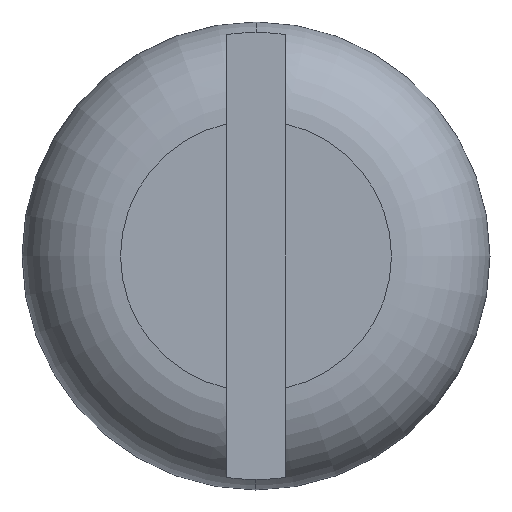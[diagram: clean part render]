
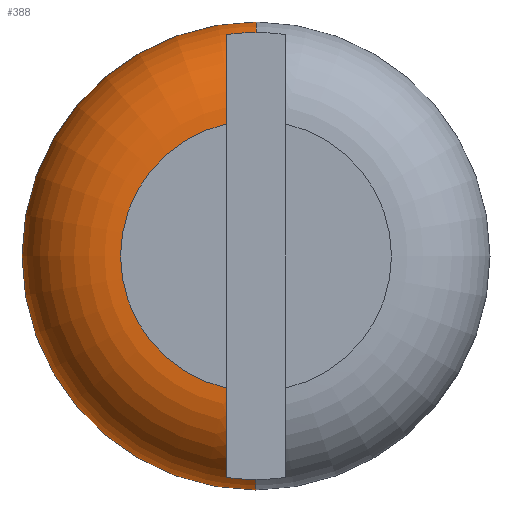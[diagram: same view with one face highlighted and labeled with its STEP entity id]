
A CAD part, left-side view. The second image highlights one B-rep face of the part: STEP entity #388.
In plain terms, the highlighted toroidal (fillet/blend) face has major radius 2.75 mm and minor radius 2 mm.
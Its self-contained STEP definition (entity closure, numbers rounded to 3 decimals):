
#14 = AXIS2_PLACEMENT_3D ( 'NONE', #564, #659, #295 ) ;
#15 = EDGE_CURVE ( 'NONE', #490, #483, #447, .T. ) ;
#23 = VERTEX_POINT ( 'NONE', #410 ) ;
#24 = CARTESIAN_POINT ( 'NONE',  ( 0.78, 0.6, -4.304 ) ) ;
#25 = VERTEX_POINT ( 'NONE', #144 ) ;
#44 = CARTESIAN_POINT ( 'NONE',  ( 1.1, 0.6, 4.496 ) ) ;
#55 = B_SPLINE_CURVE_WITH_KNOTS ( 'NONE', 3,
 ( #364, #88, #414, #464, #358, #568, #355, #401, #94, #44 ),
 .UNSPECIFIED., .F., .F.,
 ( 4, 2, 2, 2, 4 ),
 ( 0.002, 0.003, 0.004, 0.004, 0.005 ),
 .UNSPECIFIED. ) ;
#71 = CIRCLE ( 'NONE', #213, 4.75 ) ;
#73 = CARTESIAN_POINT ( 'NONE',  ( 0., 0.6, 2.684 ) ) ;
#77 = EDGE_CURVE ( 'NONE', #490, #79, #55, .T. ) ;
#78 = CARTESIAN_POINT ( 'NONE',  ( 0.508, 0.6, -4.05 ) ) ;
#79 = VERTEX_POINT ( 'NONE', #516 ) ;
#88 = CARTESIAN_POINT ( 'NONE',  ( 0., 0.6, 2.871 ) ) ;
#94 = CARTESIAN_POINT ( 'NONE',  ( 0.934, 0.6, 4.412 ) ) ;
#116 = AXIS2_PLACEMENT_3D ( 'NONE', #375, #282, #117 ) ;
#117 = DIRECTION ( 'NONE',  ( 0., 0., -1. ) ) ;
#137 = CARTESIAN_POINT ( 'NONE',  ( 1.1, 0.6, -4.496 ) ) ;
#144 = CARTESIAN_POINT ( 'NONE',  ( 2., 0., -4.75 ) ) ;
#162 = DIRECTION ( 'NONE',  ( 0., 0., 1. ) ) ;
#165 = DIRECTION ( 'NONE',  ( 0., 0., -1. ) ) ;
#168 = FACE_OUTER_BOUND ( 'NONE', #436, .T. ) ;
#170 = TOROIDAL_SURFACE ( 'NONE', #441, 2.75, 2. ) ;
#172 = DIRECTION ( 'NONE',  ( -1., 0., 0. ) ) ;
#196 = ORIENTED_EDGE ( 'NONE', *, *, #15, .F. ) ;
#209 = EDGE_CURVE ( 'NONE', #25, #23, #420, .T. ) ;
#210 = ORIENTED_EDGE ( 'NONE', *, *, #264, .T. ) ;
#212 = EDGE_CURVE ( 'NONE', #276, #25, #71, .T. ) ;
#213 = AXIS2_PLACEMENT_3D ( 'NONE', #462, #665, #442 ) ;
#225 = CARTESIAN_POINT ( 'NONE',  ( 0., 0.6, -2.869 ) ) ;
#228 = CARTESIAN_POINT ( 'NONE',  ( 0.124, 0.6, -3.415 ) ) ;
#229 = ORIENTED_EDGE ( 'NONE', *, *, #209, .T. ) ;
#230 = CARTESIAN_POINT ( 'NONE',  ( 0.197, 0.6, -3.585 ) ) ;
#233 = CARTESIAN_POINT ( 'NONE',  ( 0.39, 0.6, -3.906 ) ) ;
#253 = ORIENTED_EDGE ( 'NONE', *, *, #450, .T. ) ;
#264 = EDGE_CURVE ( 'NONE', #23, #547, #546, .T. ) ;
#265 = CARTESIAN_POINT ( 'NONE',  ( 0., 0., 0. ) ) ;
#270 = DIRECTION ( 'NONE',  ( 0., -1., 0. ) ) ;
#273 = CARTESIAN_POINT ( 'NONE',  ( 0., 0.6, -2.684 ) ) ;
#276 = VERTEX_POINT ( 'NONE', #427 ) ;
#277 = EDGE_CURVE ( 'NONE', #276, #422, #573, .T. ) ;
#280 = DIRECTION ( 'NONE',  ( 0., 0., 1. ) ) ;
#282 = DIRECTION ( 'NONE',  ( 1., 0., 0. ) ) ;
#293 = ORIENTED_EDGE ( 'NONE', *, *, #277, .F. ) ;
#295 = DIRECTION ( 'NONE',  ( 0., 0., 1. ) ) ;
#324 = AXIS2_PLACEMENT_3D ( 'NONE', #265, #633, #162 ) ;
#355 = CARTESIAN_POINT ( 'NONE',  ( 0.509, 0.6, 4.051 ) ) ;
#358 = CARTESIAN_POINT ( 'NONE',  ( 0.198, 0.6, 3.587 ) ) ;
#364 = CARTESIAN_POINT ( 'NONE',  ( 0., 0.6, 2.684 ) ) ;
#375 = CARTESIAN_POINT ( 'NONE',  ( 1.1, 0., 0. ) ) ;
#377 = EDGE_CURVE ( 'NONE', #547, #483, #626, .T. ) ;
#385 = CARTESIAN_POINT ( 'NONE',  ( 2., 0., 0. ) ) ;
#388 = ADVANCED_FACE ( 'NONE', ( #168 ), #170, .T. ) ;
#401 = CARTESIAN_POINT ( 'NONE',  ( 0.78, 0.6, 4.304 ) ) ;
#410 = CARTESIAN_POINT ( 'NONE',  ( 1.1, 0., -4.536 ) ) ;
#414 = CARTESIAN_POINT ( 'NONE',  ( 0.025, 0.6, 3.055 ) ) ;
#415 = CARTESIAN_POINT ( 'NONE',  ( 1.1, 0.6, -4.496 ) ) ;
#420 = CIRCLE ( 'NONE', #14, 2. ) ;
#422 = VERTEX_POINT ( 'NONE', #536 ) ;
#427 = CARTESIAN_POINT ( 'NONE',  ( 2., 0., 4.75 ) ) ;
#433 = CARTESIAN_POINT ( 'NONE',  ( 0.935, 0.6, -4.412 ) ) ;
#436 = EDGE_LOOP ( 'NONE', ( #586, #229, #210, #479, #196, #579, #253, #293 ) ) ;
#441 = AXIS2_PLACEMENT_3D ( 'NONE', #385, #172, #280 ) ;
#442 = DIRECTION ( 'NONE',  ( 0., 0., 1. ) ) ;
#446 = CARTESIAN_POINT ( 'NONE',  ( 1.1, 0., 0. ) ) ;
#447 = CIRCLE ( 'NONE', #324, 2.75 ) ;
#450 = EDGE_CURVE ( 'NONE', #79, #422, #672, .T. ) ;
#462 = CARTESIAN_POINT ( 'NONE',  ( 2., 0., 0. ) ) ;
#464 = CARTESIAN_POINT ( 'NONE',  ( 0.123, 0.6, 3.413 ) ) ;
#479 = ORIENTED_EDGE ( 'NONE', *, *, #377, .T. ) ;
#483 = VERTEX_POINT ( 'NONE', #273 ) ;
#485 = CARTESIAN_POINT ( 'NONE',  ( 0., 0.6, -2.684 ) ) ;
#490 = VERTEX_POINT ( 'NONE', #73 ) ;
#516 = CARTESIAN_POINT ( 'NONE',  ( 1.1, 0.6, 4.496 ) ) ;
#534 = AXIS2_PLACEMENT_3D ( 'NONE', #446, #651, #604 ) ;
#535 = CARTESIAN_POINT ( 'NONE',  ( 2., 0., 2.75 ) ) ;
#536 = CARTESIAN_POINT ( 'NONE',  ( 1.1, 0., 4.536 ) ) ;
#546 = CIRCLE ( 'NONE', #534, 4.536 ) ;
#547 = VERTEX_POINT ( 'NONE', #137 ) ;
#564 = CARTESIAN_POINT ( 'NONE',  ( 2., 0., -2.75 ) ) ;
#568 = CARTESIAN_POINT ( 'NONE',  ( 0.389, 0.6, 3.904 ) ) ;
#573 = CIRCLE ( 'NONE', #634, 2. ) ;
#579 = ORIENTED_EDGE ( 'NONE', *, *, #77, .T. ) ;
#586 = ORIENTED_EDGE ( 'NONE', *, *, #212, .T. ) ;
#604 = DIRECTION ( 'NONE',  ( 0., 0., -1. ) ) ;
#626 = B_SPLINE_CURVE_WITH_KNOTS ( 'NONE', 3,
 ( #415, #433, #24, #78, #233, #230, #228, #640, #225, #485 ),
 .UNSPECIFIED., .F., .F.,
 ( 4, 2, 2, 2, 4 ),
 ( 0.012, 0.013, 0.014, 0.014, 0.015 ),
 .UNSPECIFIED. ) ;
#633 = DIRECTION ( 'NONE',  ( -1., 0., 0. ) ) ;
#634 = AXIS2_PLACEMENT_3D ( 'NONE', #535, #270, #165 ) ;
#640 = CARTESIAN_POINT ( 'NONE',  ( 0.025, 0.6, -3.055 ) ) ;
#651 = DIRECTION ( 'NONE',  ( 1., 0., 0. ) ) ;
#659 = DIRECTION ( 'NONE',  ( 0., 1., 0. ) ) ;
#665 = DIRECTION ( 'NONE',  ( -1., 0., 0. ) ) ;
#672 = CIRCLE ( 'NONE', #116, 4.536 ) ;
